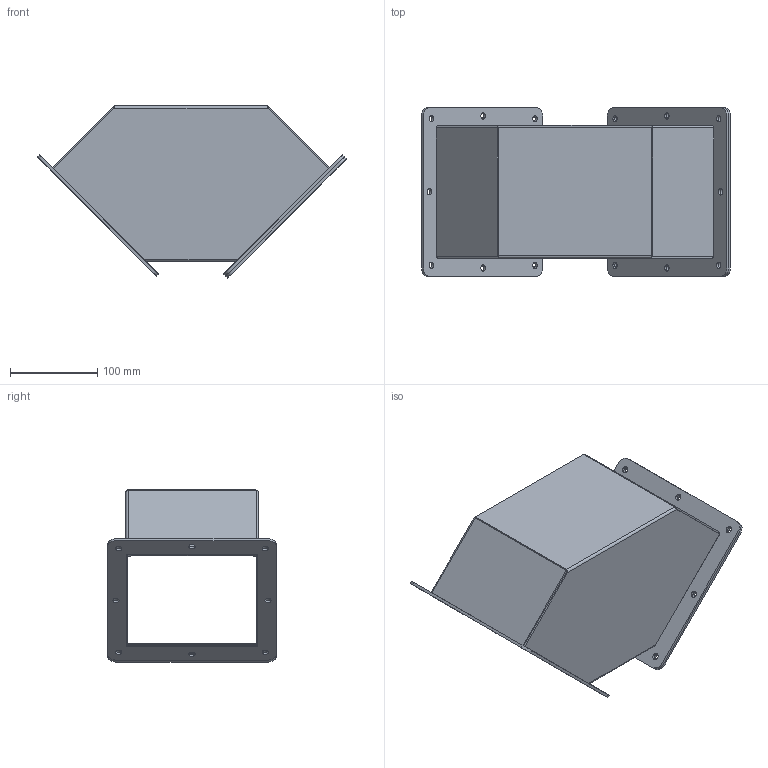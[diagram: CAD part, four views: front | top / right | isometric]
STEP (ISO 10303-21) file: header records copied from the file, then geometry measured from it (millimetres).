
FILE_DESCRIPTION (( 'STEP AP203' ), '1' );
FILE_NAME ('1487D9P.step', '2024-04-25T14:33:41', ( '' ), ( '' ), 'SwSTEP 2.0', 'SolidWorks 2023', '' );
FILE_SCHEMA (( 'CONFIG_CONTROL_DESIGN' ));
Length unit declared in the file: inch
Products named in the file (1): 1487D9P
Bounding box: 354.69 x 193.7 x 197.56 mm (x, y, z)
Volume: 412081.7 mm3; surface area: 406454.5 mm2
Topology: 4 solids, 4 shells, 138 faces, 378 edges, 248 vertices
Faces by surface type: cylinder 74, plane 58, bspline 6
Entity records: 4739 total; most frequent: CARTESIAN_POINT 967, DIRECTION 772, ORIENTED_EDGE 756, EDGE_CURVE 378, AXIS2_PLACEMENT_3D 277, VERTEX_POINT 248, LINE 218, VECTOR 218
